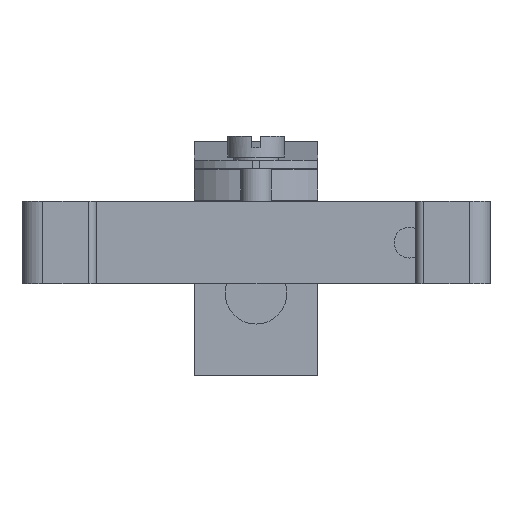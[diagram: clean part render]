
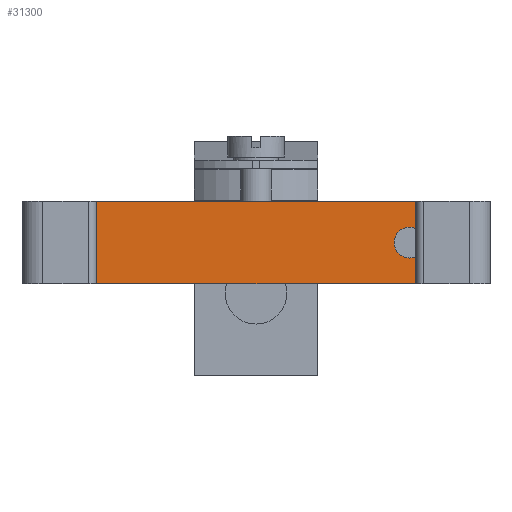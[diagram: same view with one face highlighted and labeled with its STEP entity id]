
A CAD part, front view. The second image highlights one B-rep face of the part: STEP entity #31300.
In plain terms, the highlighted face is planar.
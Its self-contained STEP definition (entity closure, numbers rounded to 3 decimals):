
#6520=CARTESIAN_POINT('',(85.654,70.7,
-4.));
#6530=VERTEX_POINT('',#6520);
#6560=CARTESIAN_POINT('',(85.654,307.84,
-4.));
#6570=DIRECTION('',(0.,1.,0.));
#6580=VECTOR('',#6570,1.);
#6590=LINE('',#6560,#6580);
#6600=CARTESIAN_POINT('',(85.654,35.3,
-4.));
#6610=VERTEX_POINT('',#6600);
#6620=EDGE_CURVE('',#6610,#6530,#6590,.T.);
#20920=CARTESIAN_POINT('',(85.654,35.3,-12.));
#20930=VERTEX_POINT('',#20920);
#20960=CARTESIAN_POINT('',(85.654,307.84,-12.));
#20970=DIRECTION('',(0.,1.,0.));
#20980=VECTOR('',#20970,1.);
#20990=LINE('',#20960,#20980);
#21000=CARTESIAN_POINT('',(85.654,70.7,-12.));
#21010=VERTEX_POINT('',#21000);
#21020=EDGE_CURVE('',#20930,#21010,#20990,.T.);
#30290=CARTESIAN_POINT('',(85.654,35.3,0.));
#30300=DIRECTION('',(0.,0.,1.));
#30310=VECTOR('',#30300,1.);
#30320=LINE('',#30290,#30310);
#30330=EDGE_CURVE('',#20930,#6610,#30320,.T.);
#30990=CARTESIAN_POINT('',(85.654,69.95,-12.));
#31000=DIRECTION('',(1.,0.,0.));
#31010=DIRECTION('',(0.,-1.,0.));
#31020=AXIS2_PLACEMENT_3D('',#30990,#31000,#31010);
#31030=PLANE('',#31020);
#31040=CARTESIAN_POINT('',(85.654,70.7,0.));
#31050=DIRECTION('',(0.,0.,1.));
#31060=VECTOR('',#31050,1.);
#31070=LINE('',#31040,#31060);
#31080=EDGE_CURVE('',#21010,#6530,#31070,.T.);
#31090=ORIENTED_EDGE('',*,*,#31080,.T.);
#31100=ORIENTED_EDGE('',*,*,#21020,.T.);
#31110=ORIENTED_EDGE('',*,*,#30330,.F.);
#31120=ORIENTED_EDGE('',*,*,#6620,.F.);
#31130=EDGE_LOOP('',(#31120,#31110,#31100,#31090));
#31140=FACE_OUTER_BOUND('',#31130,.T.);
#31150=CARTESIAN_POINT('',(85.654,67.9,
-8.));
#31160=DIRECTION('',(1.,0.,0.));
#31170=DIRECTION('',(0.,-1.,0.));
#31180=AXIS2_PLACEMENT_3D('',#31150,#31160,#31170);
#31190=CIRCLE('',#31180,1.5);
#31200=CARTESIAN_POINT('',(85.654,66.4,
-8.));
#31210=VERTEX_POINT('',#31200);
#31220=CARTESIAN_POINT('',(85.654,69.4,
-8.));
#31230=VERTEX_POINT('',#31220);
#31240=EDGE_CURVE('',#31210,#31230,#31190,.T.);
#31250=ORIENTED_EDGE('',*,*,#31240,.F.);
#31260=EDGE_CURVE('',#31230,#31210,#31190,.T.);
#31270=ORIENTED_EDGE('',*,*,#31260,.F.);
#31280=EDGE_LOOP('',(#31270,#31250));
#31290=FACE_BOUND('',#31280,.T.);
#31300=ADVANCED_FACE('',(#31140,#31290),#31030,.T.);
